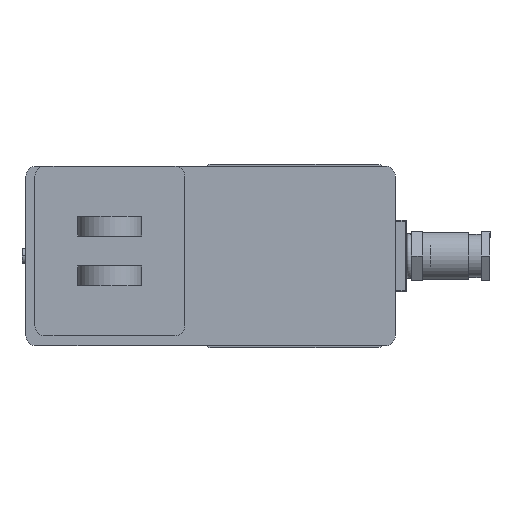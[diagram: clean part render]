
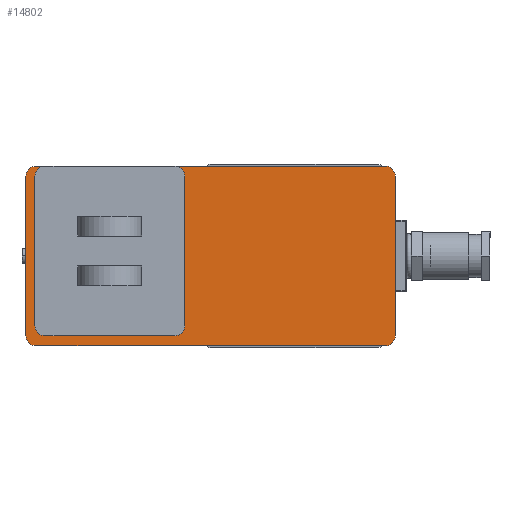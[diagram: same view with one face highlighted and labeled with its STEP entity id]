
A CAD part, front view. The second image highlights one B-rep face of the part: STEP entity #14802.
In plain terms, the highlighted face is planar.
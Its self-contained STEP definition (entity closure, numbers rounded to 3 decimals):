
#201 = CARTESIAN_POINT ( 'NONE',  ( -45., 138., -83. ) ) ;
#380 = AXIS2_PLACEMENT_3D ( 'NONE', #2061, #3751, #3382 ) ;
#820 = DIRECTION ( 'NONE',  ( 1., 0., 0. ) ) ;
#840 = AXIS2_PLACEMENT_3D ( 'NONE', #4805, #12248, #4695 ) ;
#1141 = EDGE_CURVE ( 'NONE', #15533, #10050, #4588, .T. ) ;
#1282 = VERTEX_POINT ( 'NONE', #11563 ) ;
#1803 = ORIENTED_EDGE ( 'NONE', *, *, #12411, .T. ) ;
#1837 = VECTOR ( 'NONE', #14575, 1000. ) ;
#1915 = CIRCLE ( 'NONE', #380, 5. ) ;
#2061 = CARTESIAN_POINT ( 'NONE',  ( 40., -37., -83. ) ) ;
#2723 = LINE ( 'NONE', #10049, #5792 ) ;
#3342 = ORIENTED_EDGE ( 'NONE', *, *, #1141, .T. ) ;
#3382 = DIRECTION ( 'NONE',  ( -1., 0., 0. ) ) ;
#3751 = DIRECTION ( 'NONE',  ( 0., 0., -1. ) ) ;
#3930 = ORIENTED_EDGE ( 'NONE', *, *, #4305, .T. ) ;
#4060 = VERTEX_POINT ( 'NONE', #17230 ) ;
#4121 = DIRECTION ( 'NONE',  ( 0., 0., -1. ) ) ;
#4305 = EDGE_CURVE ( 'NONE', #13022, #17610, #6714, .T. ) ;
#4588 = CIRCLE ( 'NONE', #18807, 5. ) ;
#4695 = DIRECTION ( 'NONE',  ( -1., 0., 0. ) ) ;
#4805 = CARTESIAN_POINT ( 'NONE',  ( -40., 138., -83. ) ) ;
#4806 = ORIENTED_EDGE ( 'NONE', *, *, #17871, .T. ) ;
#5613 = VERTEX_POINT ( 'NONE', #18946 ) ;
#5792 = VECTOR ( 'NONE', #17415, 1000. ) ;
#5903 = CARTESIAN_POINT ( 'NONE',  ( 40., 143., -83. ) ) ;
#5911 = LINE ( 'NONE', #7205, #1837 ) ;
#6403 = EDGE_CURVE ( 'NONE', #8503, #13022, #11757, .T. ) ;
#6714 = LINE ( 'NONE', #14450, #22460 ) ;
#6816 = AXIS2_PLACEMENT_3D ( 'NONE', #6878, #10491, #15940 ) ;
#6878 = CARTESIAN_POINT ( 'NONE',  ( -40., -37., -83. ) ) ;
#7141 = AXIS2_PLACEMENT_3D ( 'NONE', #19004, #11525, #20688 ) ;
#7205 = CARTESIAN_POINT ( 'NONE',  ( 45., 138., -83. ) ) ;
#7902 = CARTESIAN_POINT ( 'NONE',  ( -45., -37., -83. ) ) ;
#8333 = PLANE ( 'NONE',  #6816 ) ;
#8503 = VERTEX_POINT ( 'NONE', #19160 ) ;
#9247 = ORIENTED_EDGE ( 'NONE', *, *, #9787, .T. ) ;
#9787 = EDGE_CURVE ( 'NONE', #10050, #1282, #5911, .T. ) ;
#10049 = CARTESIAN_POINT ( 'NONE',  ( 40., -42., -83. ) ) ;
#10050 = VERTEX_POINT ( 'NONE', #18510 ) ;
#10491 = DIRECTION ( 'NONE',  ( 0., 0., -1. ) ) ;
#11434 = ORIENTED_EDGE ( 'NONE', *, *, #6403, .T. ) ;
#11525 = DIRECTION ( 'NONE',  ( 0., 0., -1. ) ) ;
#11563 = CARTESIAN_POINT ( 'NONE',  ( 45., -37., -83. ) ) ;
#11757 = CIRCLE ( 'NONE', #7141, 5. ) ;
#12219 = CARTESIAN_POINT ( 'NONE',  ( -40., 143., -83. ) ) ;
#12248 = DIRECTION ( 'NONE',  ( 0., 0., -1. ) ) ;
#12411 = EDGE_CURVE ( 'NONE', #1282, #4060, #1915, .T. ) ;
#12780 = EDGE_CURVE ( 'NONE', #17610, #5613, #16617, .T. ) ;
#13022 = VERTEX_POINT ( 'NONE', #7902 ) ;
#13130 = VECTOR ( 'NONE', #820, 1000. ) ;
#13816 = ORIENTED_EDGE ( 'NONE', *, *, #12780, .T. ) ;
#13822 = EDGE_LOOP ( 'NONE', ( #11434, #3930, #13816, #21026, #3342, #9247, #1803, #4806 ) ) ;
#14450 = CARTESIAN_POINT ( 'NONE',  ( -45., -37., -83. ) ) ;
#14575 = DIRECTION ( 'NONE',  ( 0., -1., 0. ) ) ;
#14802 = ADVANCED_FACE ( 'NONE', ( #21600 ), #8333, .T. ) ;
#15533 = VERTEX_POINT ( 'NONE', #5903 ) ;
#15940 = DIRECTION ( 'NONE',  ( -1., 0., 0. ) ) ;
#16617 = CIRCLE ( 'NONE', #840, 5. ) ;
#17230 = CARTESIAN_POINT ( 'NONE',  ( 40., -42., -83. ) ) ;
#17415 = DIRECTION ( 'NONE',  ( -1., 0., 0. ) ) ;
#17610 = VERTEX_POINT ( 'NONE', #201 ) ;
#17871 = EDGE_CURVE ( 'NONE', #4060, #8503, #2723, .T. ) ;
#18510 = CARTESIAN_POINT ( 'NONE',  ( 45., 138., -83. ) ) ;
#18678 = EDGE_CURVE ( 'NONE', #5613, #15533, #19113, .T. ) ;
#18807 = AXIS2_PLACEMENT_3D ( 'NONE', #21046, #4121, #22890 ) ;
#18946 = CARTESIAN_POINT ( 'NONE',  ( -40., 143., -83. ) ) ;
#19004 = CARTESIAN_POINT ( 'NONE',  ( -40., -37., -83. ) ) ;
#19113 = LINE ( 'NONE', #12219, #13130 ) ;
#19160 = CARTESIAN_POINT ( 'NONE',  ( -40., -42., -83. ) ) ;
#20688 = DIRECTION ( 'NONE',  ( -1., 0., 0. ) ) ;
#21026 = ORIENTED_EDGE ( 'NONE', *, *, #18678, .T. ) ;
#21046 = CARTESIAN_POINT ( 'NONE',  ( 40., 138., -83. ) ) ;
#21429 = DIRECTION ( 'NONE',  ( 0., 1., 0. ) ) ;
#21600 = FACE_OUTER_BOUND ( 'NONE', #13822, .T. ) ;
#22460 = VECTOR ( 'NONE', #21429, 1000. ) ;
#22890 = DIRECTION ( 'NONE',  ( -1., 0., 0. ) ) ;
